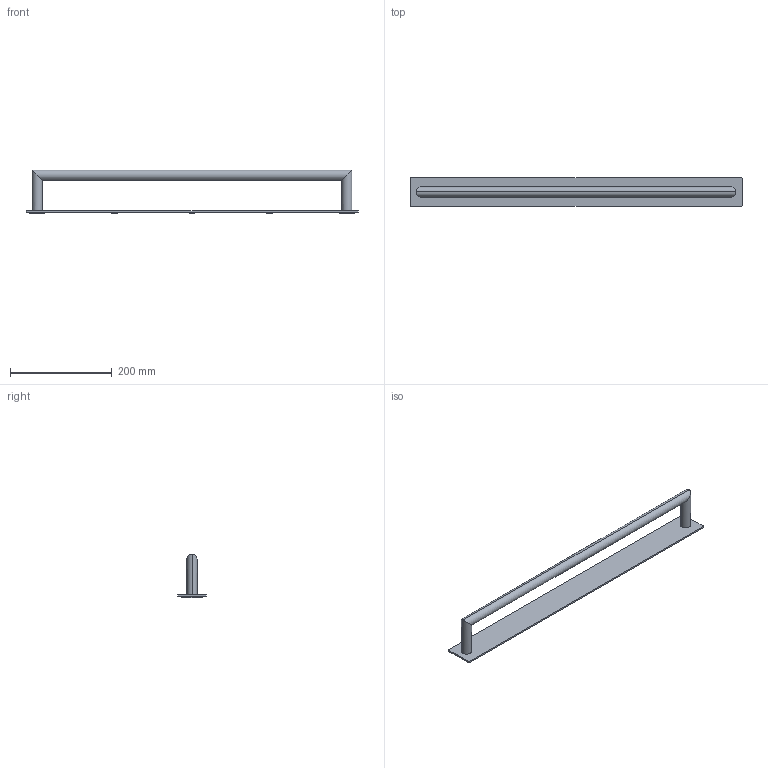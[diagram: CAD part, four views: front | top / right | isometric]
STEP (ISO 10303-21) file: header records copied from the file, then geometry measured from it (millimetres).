
FILE_DESCRIPTION((''),'2;1');
FILE_NAME('2803','2022-02-14T11:25:37',('jinson.thomas'),(''),'CREO PARAMETRIC BY PTC INC, 2018400','CREO PARAMETRIC BY PTC INC, 2018400','');
FILE_SCHEMA(('CONFIG_CONTROL_DESIGN'));
Length unit declared in the file: inch
Products named in the file (1): 2803
Bounding box: 653.6 x 56 x 86.6 mm (x, y, z)
Volume: 356874.3 mm3; surface area: 125426.3 mm2
Topology: 1 solids, 1 shells, 70 faces, 162 edges, 102 vertices
Faces by surface type: plane 26, cylinder 26, torus 18
Entity records: 2194 total; most frequent: CARTESIAN_POINT 498, DIRECTION 374, ORIENTED_EDGE 324, EDGE_CURVE 162, AXIS2_PLACEMENT_3D 150, VERTEX_POINT 102, EDGE_LOOP 80, CIRCLE 80
